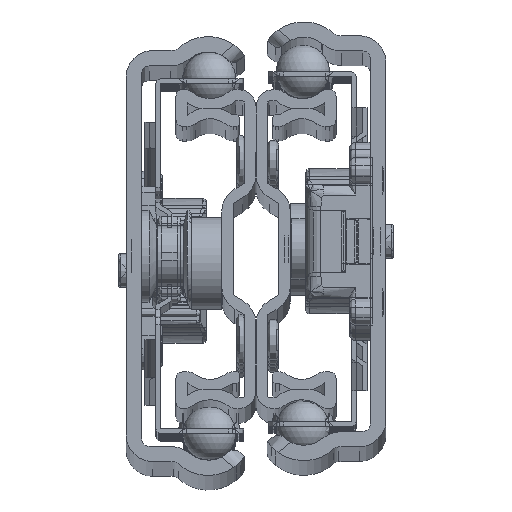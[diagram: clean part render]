
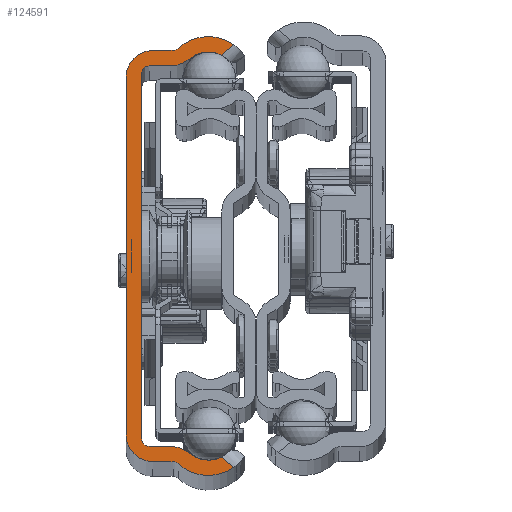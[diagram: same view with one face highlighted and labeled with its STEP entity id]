
A CAD part, top view. The second image highlights one B-rep face of the part: STEP entity #124591.
In plain terms, the highlighted planar face has unit normal (0, 0, 1).
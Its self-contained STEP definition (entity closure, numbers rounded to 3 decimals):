
#13463=LINE('',#228879,#22255);
#13474=LINE('',#228934,#22266);
#13496=LINE('',#229173,#22288);
#13497=LINE('',#229182,#22289);
#13501=LINE('',#229207,#22293);
#13505=LINE('',#229222,#22297);
#13511=LINE('',#229241,#22303);
#13515=LINE('',#229253,#22307);
#13519=LINE('',#229268,#22311);
#13523=LINE('',#229280,#22315);
#22255=VECTOR('',#154402,10.);
#22266=VECTOR('',#154463,10.);
#22288=VECTOR('',#154533,10.);
#22289=VECTOR('',#154536,10.);
#22293=VECTOR('',#154558,10.);
#22297=VECTOR('',#154576,10.);
#22303=VECTOR('',#154600,10.);
#22307=VECTOR('',#154612,10.);
#22311=VECTOR('',#154630,10.);
#22315=VECTOR('',#154642,10.);
#27862=PLANE('',#133378);
#32857=FACE_OUTER_BOUND('',#39513,.T.);
#39513=EDGE_LOOP('',(#97845,#97846,#97847,#97848,#97849,#97850,#97851,#97852,
#97853,#97854,#97855,#97856,#97857,#97858,#97859,#97860,#97861,#97862,#97863,
#97864,#97865,#97866));
#45069=CIRCLE('',#133326,5.8);
#45072=CIRCLE('',#133339,5.8);
#45073=CIRCLE('',#133341,1.);
#45075=CIRCLE('',#133345,3.5);
#45077=CIRCLE('',#133348,3.5);
#45079=CIRCLE('',#133352,1.);
#45082=CIRCLE('',#133358,3.8);
#45083=CIRCLE('',#133361,4.);
#45085=CIRCLE('',#133365,1.);
#45087=CIRCLE('',#133368,1.);
#45089=CIRCLE('',#133372,4.);
#45091=CIRCLE('',#133376,3.8);
#53947=VERTEX_POINT('',#228877);
#53948=VERTEX_POINT('',#228878);
#53966=VERTEX_POINT('',#228932);
#53967=VERTEX_POINT('',#228933);
#53994=VERTEX_POINT('',#229111);
#53995=VERTEX_POINT('',#229116);
#54002=VERTEX_POINT('',#229165);
#54004=VERTEX_POINT('',#229176);
#54005=VERTEX_POINT('',#229181);
#54007=VERTEX_POINT('',#229196);
#54008=VERTEX_POINT('',#229200);
#54010=VERTEX_POINT('',#229206);
#54012=VERTEX_POINT('',#229215);
#54014=VERTEX_POINT('',#229221);
#54017=VERTEX_POINT('',#229236);
#54018=VERTEX_POINT('',#229240);
#54020=VERTEX_POINT('',#229246);
#54022=VERTEX_POINT('',#229252);
#54024=VERTEX_POINT('',#229261);
#54026=VERTEX_POINT('',#229267);
#54028=VERTEX_POINT('',#229273);
#54030=VERTEX_POINT('',#229279);
#69468=EDGE_CURVE('',#53947,#53948,#13463,.T.);
#69494=EDGE_CURVE('',#53966,#53967,#13474,.T.);
#69529=EDGE_CURVE('',#53995,#53994,#45069,.T.);
#69541=EDGE_CURVE('',#54002,#53994,#13496,.T.);
#69543=EDGE_CURVE('',#54004,#54005,#13497,.T.);
#69549=EDGE_CURVE('',#54004,#54007,#45072,.T.);
#69550=EDGE_CURVE('',#54007,#54008,#45073,.T.);
#69553=EDGE_CURVE('',#54008,#54010,#13501,.T.);
#69556=EDGE_CURVE('',#54010,#53966,#45075,.T.);
#69558=EDGE_CURVE('',#53967,#54012,#45077,.T.);
#69561=EDGE_CURVE('',#54012,#54014,#13505,.T.);
#69564=EDGE_CURVE('',#54014,#53995,#45079,.T.);
#69570=EDGE_CURVE('',#54002,#54017,#45082,.T.);
#69571=EDGE_CURVE('',#54017,#54018,#13511,.T.);
#69574=EDGE_CURVE('',#54018,#54020,#45083,.T.);
#69577=EDGE_CURVE('',#54020,#54022,#13515,.T.);
#69580=EDGE_CURVE('',#54022,#53947,#45085,.T.);
#69582=EDGE_CURVE('',#53948,#54024,#45087,.T.);
#69585=EDGE_CURVE('',#54024,#54026,#13519,.T.);
#69588=EDGE_CURVE('',#54026,#54028,#45089,.T.);
#69591=EDGE_CURVE('',#54028,#54030,#13523,.T.);
#69594=EDGE_CURVE('',#54030,#54005,#45091,.T.);
#97845=ORIENTED_EDGE('',*,*,#69541,.F.);
#97846=ORIENTED_EDGE('',*,*,#69570,.T.);
#97847=ORIENTED_EDGE('',*,*,#69571,.T.);
#97848=ORIENTED_EDGE('',*,*,#69574,.T.);
#97849=ORIENTED_EDGE('',*,*,#69577,.T.);
#97850=ORIENTED_EDGE('',*,*,#69580,.T.);
#97851=ORIENTED_EDGE('',*,*,#69468,.T.);
#97852=ORIENTED_EDGE('',*,*,#69582,.T.);
#97853=ORIENTED_EDGE('',*,*,#69585,.T.);
#97854=ORIENTED_EDGE('',*,*,#69588,.T.);
#97855=ORIENTED_EDGE('',*,*,#69591,.T.);
#97856=ORIENTED_EDGE('',*,*,#69594,.T.);
#97857=ORIENTED_EDGE('',*,*,#69543,.F.);
#97858=ORIENTED_EDGE('',*,*,#69549,.T.);
#97859=ORIENTED_EDGE('',*,*,#69550,.T.);
#97860=ORIENTED_EDGE('',*,*,#69553,.T.);
#97861=ORIENTED_EDGE('',*,*,#69556,.T.);
#97862=ORIENTED_EDGE('',*,*,#69494,.T.);
#97863=ORIENTED_EDGE('',*,*,#69558,.T.);
#97864=ORIENTED_EDGE('',*,*,#69561,.T.);
#97865=ORIENTED_EDGE('',*,*,#69564,.T.);
#97866=ORIENTED_EDGE('',*,*,#69529,.T.);
#124591=ADVANCED_FACE('',(#32857),#27862,.F.);
#133326=AXIS2_PLACEMENT_3D('',#229117,#154512,#154513);
#133339=AXIS2_PLACEMENT_3D('',#229198,#154547,#154548);
#133341=AXIS2_PLACEMENT_3D('',#229201,#154551,#154552);
#133345=AXIS2_PLACEMENT_3D('',#229212,#154563,#154564);
#133348=AXIS2_PLACEMENT_3D('',#229216,#154569,#154570);
#133352=AXIS2_PLACEMENT_3D('',#229227,#154581,#154582);
#133358=AXIS2_PLACEMENT_3D('',#229238,#154596,#154597);
#133361=AXIS2_PLACEMENT_3D('',#229247,#154605,#154606);
#133365=AXIS2_PLACEMENT_3D('',#229258,#154617,#154618);
#133368=AXIS2_PLACEMENT_3D('',#229262,#154623,#154624);
#133372=AXIS2_PLACEMENT_3D('',#229274,#154635,#154636);
#133376=AXIS2_PLACEMENT_3D('',#229285,#154647,#154648);
#133378=AXIS2_PLACEMENT_3D('',#229287,#154651,#154652);
#154402=DIRECTION('',(0.,1.,0.));
#154463=DIRECTION('',(0.,-1.,0.));
#154512=DIRECTION('center_axis',(0.,0.,1.));
#154513=DIRECTION('ref_axis',(-0.627,0.779,0.));
#154533=DIRECTION('',(0.781,-0.625,0.));
#154536=DIRECTION('',(-0.781,-0.625,0.));
#154547=DIRECTION('center_axis',(0.,0.,1.));
#154548=DIRECTION('ref_axis',(0.678,-0.735,0.));
#154551=DIRECTION('center_axis',(0.,0.,-1.));
#154552=DIRECTION('ref_axis',(0.678,-0.735,0.));
#154558=DIRECTION('',(-1.,0.,0.));
#154563=DIRECTION('center_axis',(0.,0.,1.));
#154564=DIRECTION('ref_axis',(1.,0.,0.));
#154569=DIRECTION('center_axis',(0.,0.,1.));
#154570=DIRECTION('ref_axis',(0.,1.,0.));
#154576=DIRECTION('',(1.,0.,0.));
#154581=DIRECTION('center_axis',(0.,0.,-1.));
#154582=DIRECTION('ref_axis',(0.,1.,0.));
#154596=DIRECTION('center_axis',(0.,0.,-1.));
#154597=DIRECTION('ref_axis',(0.627,-0.779,0.));
#154600=DIRECTION('',(-0.779,0.627,0.));
#154605=DIRECTION('center_axis',(0.,0.,1.));
#154606=DIRECTION('ref_axis',(0.,-1.,0.));
#154612=DIRECTION('',(-1.,0.,0.));
#154617=DIRECTION('center_axis',(0.,0.,-1.));
#154618=DIRECTION('ref_axis',(0.,-1.,0.));
#154623=DIRECTION('center_axis',(0.,0.,-1.));
#154624=DIRECTION('ref_axis',(-1.,0.,0.));
#154630=DIRECTION('',(1.,0.,0.));
#154635=DIRECTION('center_axis',(0.,0.,1.));
#154636=DIRECTION('ref_axis',(-0.627,0.779,0.));
#154642=DIRECTION('',(0.779,0.627,0.));
#154647=DIRECTION('center_axis',(0.,0.,-1.));
#154648=DIRECTION('ref_axis',(-0.627,0.779,0.));
#154651=DIRECTION('center_axis',(0.,0.,-1.));
#154652=DIRECTION('ref_axis',(1.,0.,0.));
#228877=CARTESIAN_POINT('',(-28.416,-38.305,-521.74));
#228878=CARTESIAN_POINT('',(-28.416,9.495,-521.74));
#228879=CARTESIAN_POINT('',(-28.416,-38.305,-521.74));
#228932=CARTESIAN_POINT('',(-30.416,8.995,-521.74));
#228933=CARTESIAN_POINT('',(-30.416,-37.805,-521.74));
#228934=CARTESIAN_POINT('',(-30.416,8.995,-521.74));
#229111=CARTESIAN_POINT('',(-16.32,-42.043,-521.74));
#229116=CARTESIAN_POINT('',(-23.597,-41.569,-521.74));
#229117=CARTESIAN_POINT('Origin',(-19.666,-37.305,-521.74));
#229165=CARTESIAN_POINT('',(-17.983,-40.712,-521.74));
#229173=CARTESIAN_POINT('',(-26.706,-33.726,-521.74));
#229176=CARTESIAN_POINT('',(-16.32,13.233,-521.74));
#229181=CARTESIAN_POINT('',(-17.983,11.902,-521.74));
#229182=CARTESIAN_POINT('',(-26.194,5.326,-521.74));
#229196=CARTESIAN_POINT('',(-23.597,12.76,-521.74));
#229198=CARTESIAN_POINT('Origin',(-19.666,8.495,-521.74));
#229200=CARTESIAN_POINT('',(-24.274,12.495,-521.74));
#229201=CARTESIAN_POINT('Origin',(-24.274,13.495,-521.74));
#229206=CARTESIAN_POINT('',(-26.916,12.495,-521.74));
#229207=CARTESIAN_POINT('',(-24.274,12.495,-521.74));
#229212=CARTESIAN_POINT('Origin',(-26.916,8.995,-521.74));
#229215=CARTESIAN_POINT('',(-26.916,-41.305,-521.74));
#229216=CARTESIAN_POINT('Origin',(-26.916,-37.805,-521.74));
#229221=CARTESIAN_POINT('',(-24.274,-41.305,-521.74));
#229222=CARTESIAN_POINT('',(-26.916,-41.305,-521.74));
#229227=CARTESIAN_POINT('Origin',(-24.274,-42.305,-521.74));
#229236=CARTESIAN_POINT('',(-22.048,-40.265,-521.74));
#229238=CARTESIAN_POINT('Origin',(-19.666,-37.305,-521.74));
#229240=CARTESIAN_POINT('',(-22.143,-40.189,-521.74));
#229241=CARTESIAN_POINT('',(-22.048,-40.265,-521.74));
#229246=CARTESIAN_POINT('',(-24.651,-39.305,-521.74));
#229247=CARTESIAN_POINT('Origin',(-24.651,-43.305,-521.74));
#229252=CARTESIAN_POINT('',(-27.416,-39.305,-521.74));
#229253=CARTESIAN_POINT('',(-24.651,-39.305,-521.74));
#229258=CARTESIAN_POINT('Origin',(-27.416,-38.305,-521.74));
#229261=CARTESIAN_POINT('',(-27.416,10.495,-521.74));
#229262=CARTESIAN_POINT('Origin',(-27.416,9.495,-521.74));
#229267=CARTESIAN_POINT('',(-24.651,10.495,-521.74));
#229268=CARTESIAN_POINT('',(-27.416,10.495,-521.74));
#229273=CARTESIAN_POINT('',(-22.143,11.379,-521.74));
#229274=CARTESIAN_POINT('Origin',(-24.651,14.495,-521.74));
#229279=CARTESIAN_POINT('',(-22.048,11.456,-521.74));
#229280=CARTESIAN_POINT('',(-22.143,11.379,-521.74));
#229285=CARTESIAN_POINT('Origin',(-19.666,8.495,-521.74));
#229287=CARTESIAN_POINT('Origin',(-26.853,-14.405,-521.74));
